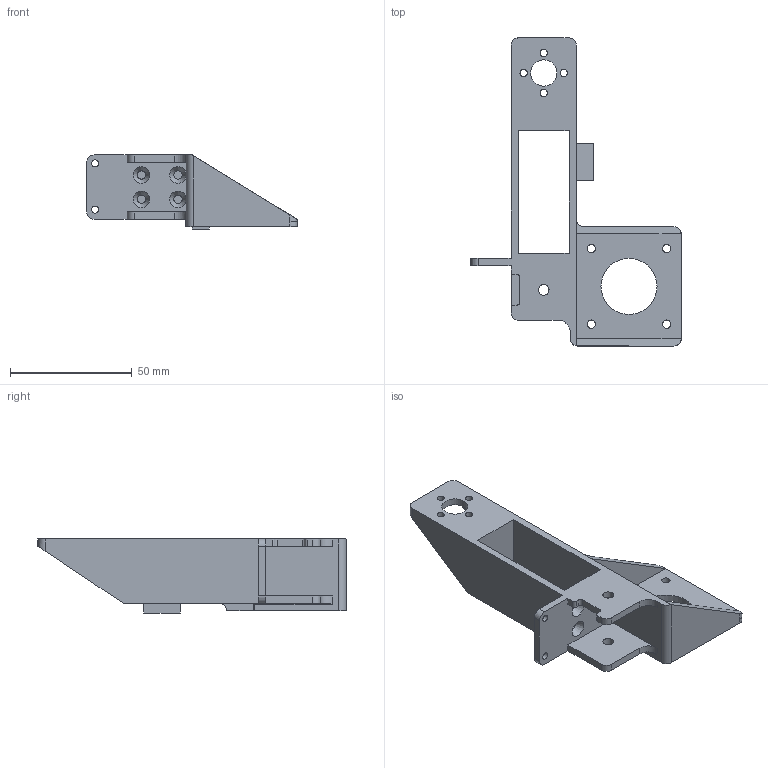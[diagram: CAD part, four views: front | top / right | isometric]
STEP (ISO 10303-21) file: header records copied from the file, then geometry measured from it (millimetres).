
FILE_DESCRIPTION(('FreeCAD Model'),'2;1');
FILE_NAME('X-Z_Axis_Right.step','2018-09-09T11:32:03',('Author'),(''), 'Open CASCADE STEP processor 6.8','FreeCAD','Unknown');
FILE_SCHEMA(('AUTOMOTIVE_DESIGN_CC2 { 1 2 10303 214 -1 1 5 4 }'));
Length unit declared in the file: millimetre
Products named in the file (2): ASSEMBLY; X/Z_Axis_Right_-_add_meat_to_Endstop_contact
Assembly tree (1 placements, depth 2):
  ASSEMBLY
    X/Z_Axis_Right_-_add_meat_to_Endstop_contact
Bounding box: 86.3 x 126.4 x 30.4 mm (x, y, z)
Volume: 34680 mm3; surface area: 24793.3 mm2
Topology: 1 solids, 1 shells, 96 faces, 260 edges, 165 vertices
Faces by surface type: plane 52, cylinder 39, cone 4, sphere 1
Full cylindrical faces by diameter (mm): 2.9 x2, 3 x4, 3.4 x8, 4.4 x2, 10.8 x1, 23 x1
Entity records: 6935 total; most frequent: CARTESIAN_POINT 1682, DIRECTION 980, LINE 595, VECTOR 595, ORIENTED_EDGE 518, PCURVE 518, DEFINITIONAL_REPRESENTATION 518, EDGE_CURVE 259
